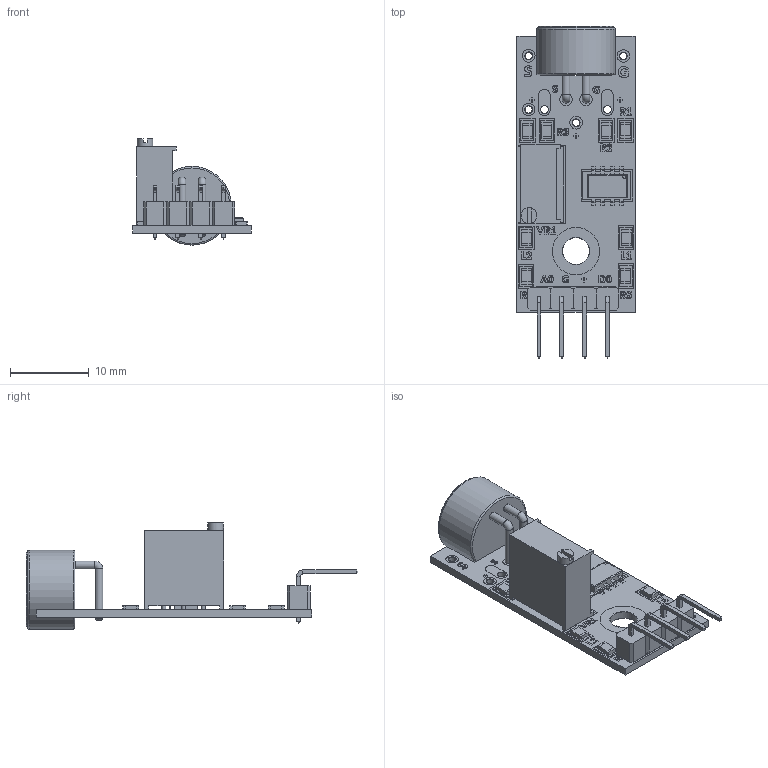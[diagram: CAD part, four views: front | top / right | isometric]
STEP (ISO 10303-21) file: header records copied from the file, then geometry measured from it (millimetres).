
FILE_DESCRIPTION(('FreeCAD Model'),'2;1');
FILE_NAME('Módulo_Micrófono.step','2018-02-26T12:22:15',('Author'),(''), 'Open CASCADE STEP processor 6.8','FreeCAD','Unknown');
FILE_SCHEMA(('AUTOMOTIVE_DESIGN_CC2 { 1 2 10303 214 -1 1 5 4 }'));
Length unit declared in the file: millimetre
Products named in the file (19): ASSEMBLY; Fusion002; Array; Fusion008; Fusion007; Fillet; Sketch007; Sketch014; Sketch013; Trimpot; Integrado; Espadín; Fusion013; Fusion009; Pad004; Pad003; Pad001; Pad002; Pad
Assembly tree (22 placements, depth 2):
  ASSEMBLY
    Fusion002
    Array
    Fusion008
    Fusion007
    Fillet
    Sketch007
    Sketch014
    Sketch013
    Trimpot
    Integrado
    Espadín
    Fusion013  x2
    Fusion009  x4
    Pad004
    Pad003
    Pad001
    Pad002
    Pad
Bounding box: 15 x 42.14 x 13.5 mm (x, y, z)
Volume: 1559.6 mm3; surface area: 2634.6 mm2
Topology: 39 solids, 69 shells, 689 faces, 2240 edges, 1693 vertices
Faces by surface type: plane 603, cylinder 80, torus 4, cone 2
Full cylindrical faces by diameter (mm): 0.4 x1, 0.5 x3, 0.9 x6, 1 x12, 1.015 x2, 1.6 x6, 2 x1, 3.4 x1, 3.5 x1, 6 x1, 9.4 x1, 10 x1
Entity records: 49242 total; most frequent: CARTESIAN_POINT 10956, DIRECTION 5543, LINE 3812, VECTOR 3812, ORIENTED_EDGE 3415, PCURVE 3415, DEFINITIONAL_REPRESENTATION 3415, EDGE_CURVE 2115
